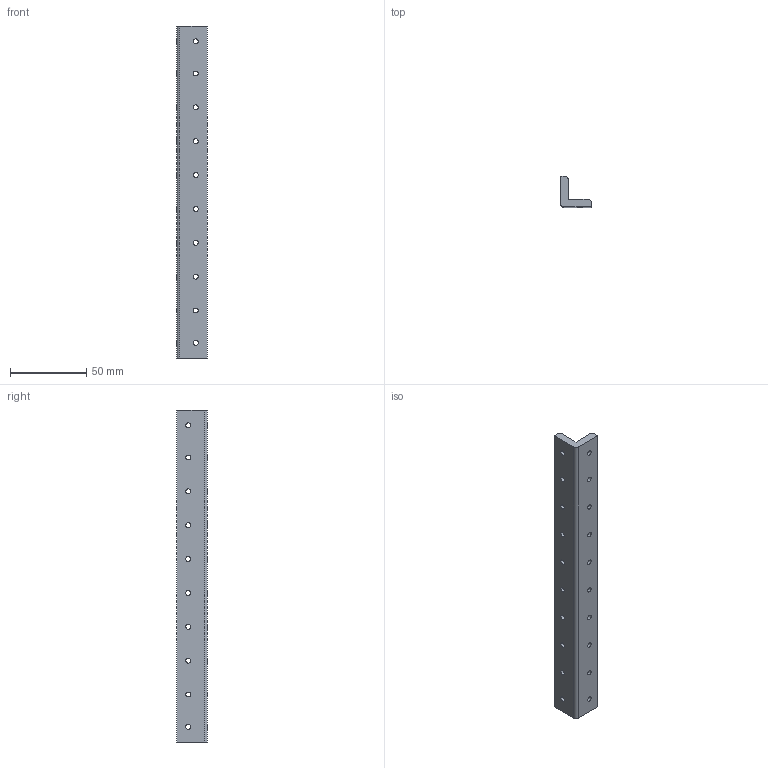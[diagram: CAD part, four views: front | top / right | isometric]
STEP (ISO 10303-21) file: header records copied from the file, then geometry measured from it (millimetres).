
FILE_DESCRIPTION(('HOOPS Exchange Step'),'2;1');
FILE_NAME('temp_export','2025-09-14T00:15:56-22:00',('cb'),('Shapr3D Limited'),'HOOPS Exchange 2025.5','Shapr3D','Authorized');
FILE_SCHEMA( ('AP242_MANAGED_MODEL_BASED_3D_ENGINEERING_MIM_LF {1 0 10303 442 1 1 4}') );
Length unit declared in the file: millimetre
Products named in the file (1): Col-4U
Bounding box: 20 x 20 x 218.2 mm (x, y, z)
Volume: 35915.6 mm3; surface area: 18370.9 mm2
Topology: 1 solids, 1 shells, 171 faces, 477 edges, 328 vertices
Faces by surface type: plane 148, cylinder 23
Full cylindrical faces by diameter (mm): 3.2 x20
Entity records: 5603 total; most frequent: CARTESIAN_POINT 978, ORIENTED_EDGE 954, DIRECTION 899, EDGE_CURVE 477, VECTOR 401, LINE 401, VERTEX_POINT 328, AXIS2_PLACEMENT_3D 249
